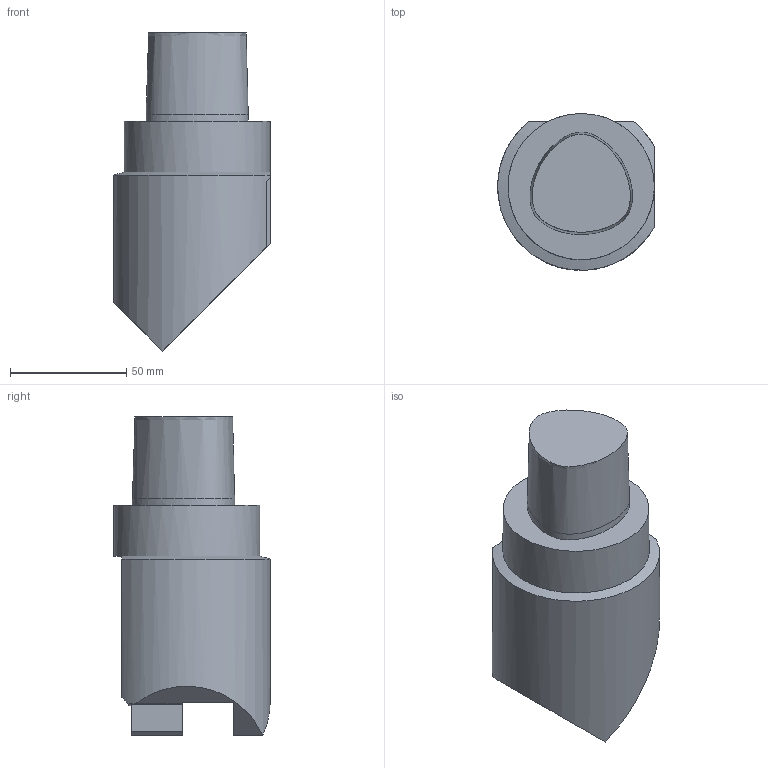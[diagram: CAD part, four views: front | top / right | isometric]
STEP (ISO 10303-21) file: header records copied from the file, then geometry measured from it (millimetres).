
FILE_DESCRIPTION(/* description */ (''),/* implementation_level */ '2;1');
FILE_NAME(/* name */ 'oznaceni_DOCUMENTNUMBERndi000_00_SIM.stp',/* time_stamp */ '2023-06-23T11:01:57+02:00',/* author */ (''),/* organization */ (''),/* preprocessor_version */ 'ST-DEVELOPER v16.7',/* originating_system */ 'SIEMENS PLM Software NX 12.0',/* authorisation */ '');
FILE_SCHEMA (('AUTOMOTIVE_DESIGN { 1 0 10303 214 3 1 1 1 }'));
Length unit declared in the file: millimetre
Products named in the file (1): 204794660ndi000_00
Bounding box: 67.5 x 67.5 x 137.01 mm (x, y, z)
Volume: 301328.6 mm3; surface area: 32422.3 mm2
Topology: 1 solids, 1 shells, 32 faces, 84 edges, 59 vertices
Faces by surface type: plane 20, cylinder 8, bspline 2, cone 2
Full cylindrical faces by diameter (mm): 7 x2, 10 x2, 63 x1
Entity records: 1689 total; most frequent: CARTESIAN_POINT 920, DIRECTION 147, ORIENTED_EDGE 142, EDGE_CURVE 71, AXIS2_PLACEMENT_3D 57, VERTEX_POINT 53, EDGE_LOOP 44, LINE 33
